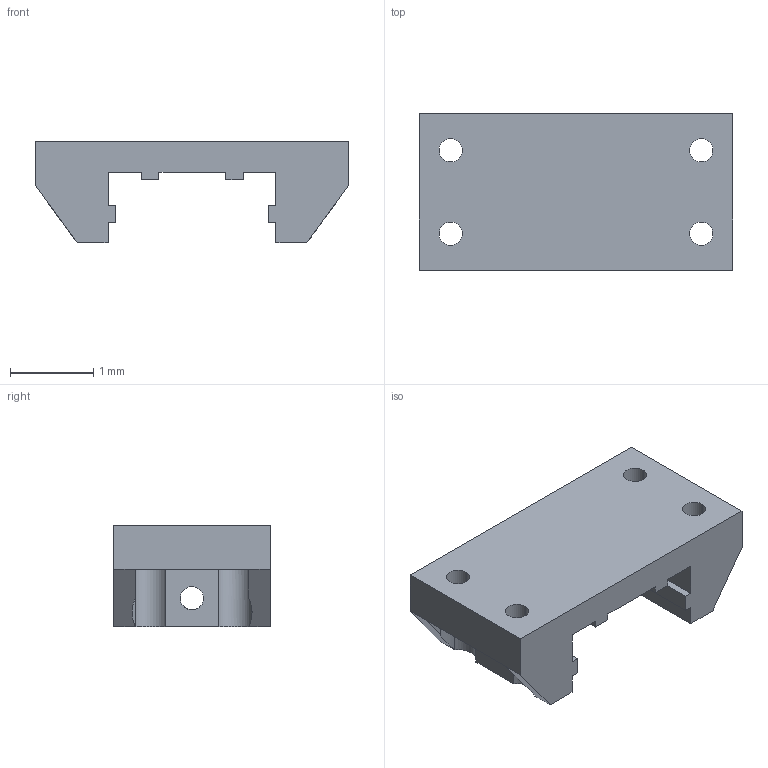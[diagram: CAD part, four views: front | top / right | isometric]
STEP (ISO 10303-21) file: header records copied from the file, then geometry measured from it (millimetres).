
FILE_DESCRIPTION((''),'2;1');
FILE_NAME('10LM8442.stp','2015-07-14T09:40:08',(''),(''),'Mechanical Desktop 2011','Mechanical Desktop 2011',', , ');
FILE_SCHEMA(('CONFIG_CONTROL_DESIGN'));
Length unit declared in the file: millimetre
Products named in the file (1): Product
Bounding box: 3.75 x 1.88 x 1.22 mm (x, y, z)
Volume: 4.1 mm3; surface area: 30.6 mm2
Topology: 1 solids, 1 shells, 68 faces, 200 edges, 134 vertices
Faces by surface type: plane 44, cylinder 18, bspline 6
Entity records: 2383 total; most frequent: CARTESIAN_POINT 425, ORIENTED_EDGE 400, DIRECTION 370, EDGE_CURVE 200, VECTOR 152, LINE 152, VERTEX_POINT 134, AXIS2_PLACEMENT_3D 109
